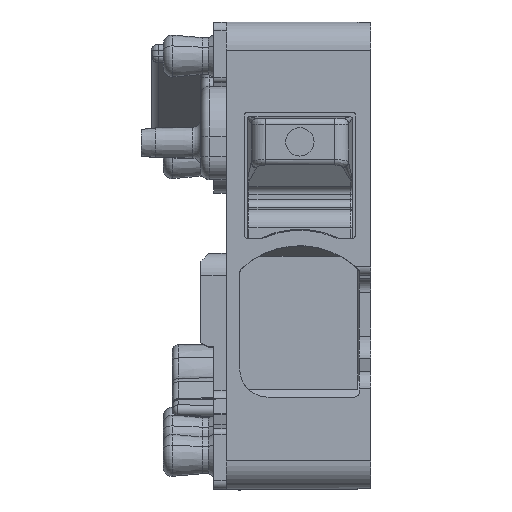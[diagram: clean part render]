
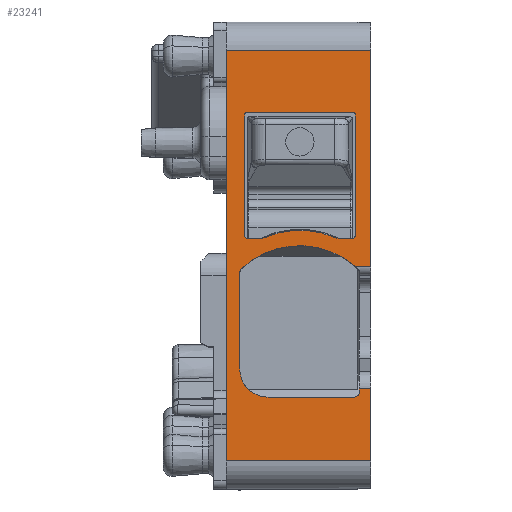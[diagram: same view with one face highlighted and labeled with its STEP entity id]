
A CAD part, top view. The second image highlights one B-rep face of the part: STEP entity #23241.
In plain terms, the highlighted planar face has unit normal (0, 0, 1).
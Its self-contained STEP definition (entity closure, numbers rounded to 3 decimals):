
#18541=AXIS2_PLACEMENT_3D('Circle Axis2P3D',#18539,#18540,$) ;
#18591=AXIS2_PLACEMENT_3D('Circle Axis2P3D',#18589,#18590,$) ;
#18642=AXIS2_PLACEMENT_3D('Circle Axis2P3D',#18640,#18641,$) ;
#18668=AXIS2_PLACEMENT_3D('Circle Axis2P3D',#18666,#18667,$) ;
#18755=AXIS2_PLACEMENT_3D('Circle Axis2P3D',#18753,#18754,$) ;
#18805=AXIS2_PLACEMENT_3D('Circle Axis2P3D',#18803,#18804,$) ;
#18855=AXIS2_PLACEMENT_3D('Circle Axis2P3D',#18853,#18854,$) ;
#18902=AXIS2_PLACEMENT_3D('Circle Axis2P3D',#18900,#18901,$) ;
#18928=AXIS2_PLACEMENT_3D('Circle Axis2P3D',#18926,#18927,$) ;
#18953=AXIS2_PLACEMENT_3D('Circle Axis2P3D',#18951,#18952,$) ;
#18993=AXIS2_PLACEMENT_3D('Circle Axis2P3D',#18991,#18992,$) ;
#23190=AXIS2_PLACEMENT_3D('Plane Axis2P3D',#23187,#23188,#23189) ;
#18466=CARTESIAN_POINT('Vertex',(7.7,3.55,44.65)) ;
#18469=CARTESIAN_POINT('Line Origine',(5.127,3.55,44.65)) ;
#18473=CARTESIAN_POINT('Vertex',(8.1,3.55,44.65)) ;
#18498=CARTESIAN_POINT('Vertex',(7.7,3.45,44.65)) ;
#18501=CARTESIAN_POINT('Line Origine',(7.7,3.5,44.65)) ;
#18536=CARTESIAN_POINT('Vertex',(7.5,3.25,44.65)) ;
#18539=CARTESIAN_POINT('Axis2P3D Location',(7.5,3.45,44.65)) ;
#18561=CARTESIAN_POINT('Vertex',(4.475,3.25,44.65)) ;
#18564=CARTESIAN_POINT('Line Origine',(5.988,3.25,44.65)) ;
#18586=CARTESIAN_POINT('Vertex',(3.475,4.25,44.65)) ;
#18589=CARTESIAN_POINT('Axis2P3D Location',(4.475,4.25,44.65)) ;
#18612=CARTESIAN_POINT('Vertex',(3.475,7.645,44.65)) ;
#18615=CARTESIAN_POINT('Line Origine',(3.475,5.948,44.65)) ;
#18637=CARTESIAN_POINT('Vertex',(3.538,7.791,44.65)) ;
#18640=CARTESIAN_POINT('Axis2P3D Location',(3.675,7.645,44.65)) ;
#18663=CARTESIAN_POINT('Vertex',(7.56,7.86,44.65)) ;
#18666=CARTESIAN_POINT('Axis2P3D Location',(5.588,5.6,44.65)) ;
#18691=CARTESIAN_POINT('Vertex',(8.1,7.86,44.65)) ;
#18694=CARTESIAN_POINT('Line Origine',(5.127,7.86,44.65)) ;
#18718=CARTESIAN_POINT('Vertex',(3.65,13.25,44.65)) ;
#18721=CARTESIAN_POINT('Line Origine',(3.65,11.1,44.65)) ;
#18725=CARTESIAN_POINT('Vertex',(3.65,8.95,44.65)) ;
#18750=CARTESIAN_POINT('Vertex',(3.7,13.3,44.65)) ;
#18753=CARTESIAN_POINT('Axis2P3D Location',(3.7,13.25,44.65)) ;
#18775=CARTESIAN_POINT('Vertex',(7.5,13.3,44.65)) ;
#18778=CARTESIAN_POINT('Line Origine',(5.6,13.3,44.65)) ;
#18800=CARTESIAN_POINT('Vertex',(7.55,13.25,44.65)) ;
#18803=CARTESIAN_POINT('Axis2P3D Location',(7.5,13.25,44.65)) ;
#18825=CARTESIAN_POINT('Vertex',(7.55,8.95,44.65)) ;
#18828=CARTESIAN_POINT('Line Origine',(7.55,11.1,44.65)) ;
#18850=CARTESIAN_POINT('Vertex',(7.45,8.85,44.65)) ;
#18853=CARTESIAN_POINT('Axis2P3D Location',(7.45,8.95,44.65)) ;
#18871=CARTESIAN_POINT('Vertex',(7.,8.85,44.65)) ;
#18874=CARTESIAN_POINT('Line Origine',(7.225,8.85,44.65)) ;
#18897=CARTESIAN_POINT('Vertex',(6.858,8.88,44.65)) ;
#18900=CARTESIAN_POINT('Axis2P3D Location',(7.,9.2,44.65)) ;
#18923=CARTESIAN_POINT('Vertex',(4.342,8.88,44.65)) ;
#18926=CARTESIAN_POINT('Axis2P3D Location',(5.6,6.047,44.65)) ;
#18948=CARTESIAN_POINT('Vertex',(4.2,8.85,44.65)) ;
#18951=CARTESIAN_POINT('Axis2P3D Location',(4.2,9.2,44.65)) ;
#18969=CARTESIAN_POINT('Vertex',(3.75,8.85,44.65)) ;
#18972=CARTESIAN_POINT('Line Origine',(3.975,8.85,44.65)) ;
#18991=CARTESIAN_POINT('Axis2P3D Location',(3.75,8.95,44.65)) ;
#19098=CARTESIAN_POINT('Vertex',(8.1,15.5,44.65)) ;
#19101=CARTESIAN_POINT('Line Origine',(8.1,11.68,44.65)) ;
#19106=CARTESIAN_POINT('Line Origine',(8.1,2.275,44.65)) ;
#19110=CARTESIAN_POINT('Vertex',(8.1,1.,44.65)) ;
#23187=CARTESIAN_POINT('Axis2P3D Location',(5.8,15.5,44.65)) ;
#23192=CARTESIAN_POINT('Line Origine',(5.55,1.,44.65)) ;
#23196=CARTESIAN_POINT('Vertex',(3.,1.,44.65)) ;
#23199=CARTESIAN_POINT('Line Origine',(5.55,15.5,44.65)) ;
#23203=CARTESIAN_POINT('Vertex',(3.,15.5,44.65)) ;
#23206=CARTESIAN_POINT('Line Origine',(3.,8.25,44.65)) ;
#18470=DIRECTION('Vector Direction',(-1.,0.,0.)) ;
#18502=DIRECTION('Vector Direction',(0.,1.,0.)) ;
#18540=DIRECTION('Axis2P3D Direction',(0.,0.,-1.)) ;
#18565=DIRECTION('Vector Direction',(-1.,0.,0.)) ;
#18590=DIRECTION('Axis2P3D Direction',(0.,0.,-1.)) ;
#18616=DIRECTION('Vector Direction',(0.,1.,0.)) ;
#18641=DIRECTION('Axis2P3D Direction',(0.,0.,-1.)) ;
#18667=DIRECTION('Axis2P3D Direction',(0.,0.,-1.)) ;
#18695=DIRECTION('Vector Direction',(-1.,0.,0.)) ;
#18722=DIRECTION('Vector Direction',(0.,-1.,0.)) ;
#18754=DIRECTION('Axis2P3D Direction',(-0.,0.,-1.)) ;
#18779=DIRECTION('Vector Direction',(-1.,0.,0.)) ;
#18804=DIRECTION('Axis2P3D Direction',(0.,0.,-1.)) ;
#18829=DIRECTION('Vector Direction',(0.,-1.,0.)) ;
#18854=DIRECTION('Axis2P3D Direction',(0.,-0.,-1.)) ;
#18875=DIRECTION('Vector Direction',(-1.,0.,0.)) ;
#18901=DIRECTION('Axis2P3D Direction',(0.,-0.,-1.)) ;
#18927=DIRECTION('Axis2P3D Direction',(0.,-0.,-1.)) ;
#18952=DIRECTION('Axis2P3D Direction',(0.,-0.,-1.)) ;
#18973=DIRECTION('Vector Direction',(-1.,0.,0.)) ;
#18992=DIRECTION('Axis2P3D Direction',(0.,-0.,-1.)) ;
#19102=DIRECTION('Vector Direction',(0.,-1.,0.)) ;
#19107=DIRECTION('Vector Direction',(0.,-1.,0.)) ;
#23188=DIRECTION('Axis2P3D Direction',(-0.,0.,1.)) ;
#23189=DIRECTION('Axis2P3D XDirection',(0.,-1.,0.)) ;
#23193=DIRECTION('Vector Direction',(-1.,0.,0.)) ;
#23200=DIRECTION('Vector Direction',(-1.,0.,0.)) ;
#23207=DIRECTION('Vector Direction',(0.,1.,0.)) ;
#18471=VECTOR('Line Direction',#18470,1.) ;
#18503=VECTOR('Line Direction',#18502,1.) ;
#18566=VECTOR('Line Direction',#18565,1.) ;
#18617=VECTOR('Line Direction',#18616,1.) ;
#18696=VECTOR('Line Direction',#18695,1.) ;
#18723=VECTOR('Line Direction',#18722,1.) ;
#18780=VECTOR('Line Direction',#18779,1.) ;
#18830=VECTOR('Line Direction',#18829,1.) ;
#18876=VECTOR('Line Direction',#18875,1.) ;
#18974=VECTOR('Line Direction',#18973,1.) ;
#19103=VECTOR('Line Direction',#19102,1.) ;
#19108=VECTOR('Line Direction',#19107,1.) ;
#23194=VECTOR('Line Direction',#23193,1.) ;
#23201=VECTOR('Line Direction',#23200,1.) ;
#23208=VECTOR('Line Direction',#23207,1.) ;
#23212=ORIENTED_EDGE('',*,*,#23198,.F.) ;
#23213=ORIENTED_EDGE('',*,*,#19112,.F.) ;
#23214=ORIENTED_EDGE('',*,*,#18475,.F.) ;
#23215=ORIENTED_EDGE('',*,*,#18505,.F.) ;
#23216=ORIENTED_EDGE('',*,*,#18543,.F.) ;
#23217=ORIENTED_EDGE('',*,*,#18568,.T.) ;
#23218=ORIENTED_EDGE('',*,*,#18593,.F.) ;
#23219=ORIENTED_EDGE('',*,*,#18619,.T.) ;
#23220=ORIENTED_EDGE('',*,*,#18644,.F.) ;
#23221=ORIENTED_EDGE('',*,*,#18670,.F.) ;
#23222=ORIENTED_EDGE('',*,*,#18698,.T.) ;
#23223=ORIENTED_EDGE('',*,*,#19105,.F.) ;
#23224=ORIENTED_EDGE('',*,*,#23205,.T.) ;
#23225=ORIENTED_EDGE('',*,*,#23210,.F.) ;
#23228=ORIENTED_EDGE('',*,*,#18727,.T.) ;
#23229=ORIENTED_EDGE('',*,*,#18757,.F.) ;
#23230=ORIENTED_EDGE('',*,*,#18782,.F.) ;
#23231=ORIENTED_EDGE('',*,*,#18807,.F.) ;
#23232=ORIENTED_EDGE('',*,*,#18832,.F.) ;
#23233=ORIENTED_EDGE('',*,*,#18857,.F.) ;
#23234=ORIENTED_EDGE('',*,*,#18878,.T.) ;
#23235=ORIENTED_EDGE('',*,*,#18904,.F.) ;
#23236=ORIENTED_EDGE('',*,*,#18930,.F.) ;
#23237=ORIENTED_EDGE('',*,*,#18955,.F.) ;
#23238=ORIENTED_EDGE('',*,*,#18976,.T.) ;
#23239=ORIENTED_EDGE('',*,*,#18995,.F.) ;
#23240=FACE_BOUND('',#23227,.T.) ;
#23241=ADVANCED_FACE('Hauptk\X2\00F6\X0\rper',(#23226,#23240),#23191,.T.) ;
#18542=CIRCLE('generated circle',#18541,0.2) ;
#18592=CIRCLE('generated circle',#18591,1.) ;
#18643=CIRCLE('generated circle',#18642,0.2) ;
#18669=CIRCLE('generated circle',#18668,3.) ;
#18756=CIRCLE('generated circle',#18755,0.05) ;
#18806=CIRCLE('generated circle',#18805,0.05) ;
#18856=CIRCLE('generated circle',#18855,0.1) ;
#18903=CIRCLE('generated circle',#18902,0.35) ;
#18929=CIRCLE('generated circle',#18928,3.1) ;
#18954=CIRCLE('generated circle',#18953,0.35) ;
#18994=CIRCLE('generated circle',#18993,0.1) ;
#18475=EDGE_CURVE('',#18467,#18474,#18472,.F.) ;
#18505=EDGE_CURVE('',#18499,#18467,#18504,.T.) ;
#18543=EDGE_CURVE('',#18537,#18499,#18542,.F.) ;
#18568=EDGE_CURVE('',#18537,#18562,#18567,.T.) ;
#18593=EDGE_CURVE('',#18587,#18562,#18592,.F.) ;
#18619=EDGE_CURVE('',#18587,#18613,#18618,.T.) ;
#18644=EDGE_CURVE('',#18638,#18613,#18643,.F.) ;
#18670=EDGE_CURVE('',#18664,#18638,#18669,.F.) ;
#18698=EDGE_CURVE('',#18664,#18692,#18697,.F.) ;
#18727=EDGE_CURVE('',#18726,#18719,#18724,.F.) ;
#18757=EDGE_CURVE('',#18751,#18719,#18756,.F.) ;
#18782=EDGE_CURVE('',#18776,#18751,#18781,.T.) ;
#18807=EDGE_CURVE('',#18801,#18776,#18806,.F.) ;
#18832=EDGE_CURVE('',#18826,#18801,#18831,.F.) ;
#18857=EDGE_CURVE('',#18851,#18826,#18856,.F.) ;
#18878=EDGE_CURVE('',#18851,#18872,#18877,.T.) ;
#18904=EDGE_CURVE('',#18898,#18872,#18903,.F.) ;
#18930=EDGE_CURVE('',#18924,#18898,#18929,.T.) ;
#18955=EDGE_CURVE('',#18949,#18924,#18954,.F.) ;
#18976=EDGE_CURVE('',#18949,#18970,#18975,.T.) ;
#18995=EDGE_CURVE('',#18726,#18970,#18994,.F.) ;
#19105=EDGE_CURVE('',#19099,#18692,#19104,.T.) ;
#19112=EDGE_CURVE('',#18474,#19111,#19109,.T.) ;
#23198=EDGE_CURVE('',#19111,#23197,#23195,.T.) ;
#23205=EDGE_CURVE('',#19099,#23204,#23202,.T.) ;
#23210=EDGE_CURVE('',#23197,#23204,#23209,.T.) ;
#23211=EDGE_LOOP('',(#23212,#23213,#23214,#23215,#23216,#23217,#23218,#23219,#23220,#23221,#23222,#23223,#23224,#23225)) ;
#23227=EDGE_LOOP('',(#23228,#23229,#23230,#23231,#23232,#23233,#23234,#23235,#23236,#23237,#23238,#23239)) ;
#23226=FACE_OUTER_BOUND('',#23211,.T.) ;
#18472=LINE('Line',#18469,#18471) ;
#18504=LINE('Line',#18501,#18503) ;
#18567=LINE('Line',#18564,#18566) ;
#18618=LINE('Line',#18615,#18617) ;
#18697=LINE('Line',#18694,#18696) ;
#18724=LINE('Line',#18721,#18723) ;
#18781=LINE('Line',#18778,#18780) ;
#18831=LINE('Line',#18828,#18830) ;
#18877=LINE('Line',#18874,#18876) ;
#18975=LINE('Line',#18972,#18974) ;
#19104=LINE('Line',#19101,#19103) ;
#19109=LINE('Line',#19106,#19108) ;
#23195=LINE('Line',#23192,#23194) ;
#23202=LINE('Line',#23199,#23201) ;
#23209=LINE('Line',#23206,#23208) ;
#23191=PLANE('',#23190) ;
#18467=VERTEX_POINT('',#18466) ;
#18474=VERTEX_POINT('',#18473) ;
#18499=VERTEX_POINT('',#18498) ;
#18537=VERTEX_POINT('',#18536) ;
#18562=VERTEX_POINT('',#18561) ;
#18587=VERTEX_POINT('',#18586) ;
#18613=VERTEX_POINT('',#18612) ;
#18638=VERTEX_POINT('',#18637) ;
#18664=VERTEX_POINT('',#18663) ;
#18692=VERTEX_POINT('',#18691) ;
#18719=VERTEX_POINT('',#18718) ;
#18726=VERTEX_POINT('',#18725) ;
#18751=VERTEX_POINT('',#18750) ;
#18776=VERTEX_POINT('',#18775) ;
#18801=VERTEX_POINT('',#18800) ;
#18826=VERTEX_POINT('',#18825) ;
#18851=VERTEX_POINT('',#18850) ;
#18872=VERTEX_POINT('',#18871) ;
#18898=VERTEX_POINT('',#18897) ;
#18924=VERTEX_POINT('',#18923) ;
#18949=VERTEX_POINT('',#18948) ;
#18970=VERTEX_POINT('',#18969) ;
#19099=VERTEX_POINT('',#19098) ;
#19111=VERTEX_POINT('',#19110) ;
#23197=VERTEX_POINT('',#23196) ;
#23204=VERTEX_POINT('',#23203) ;
